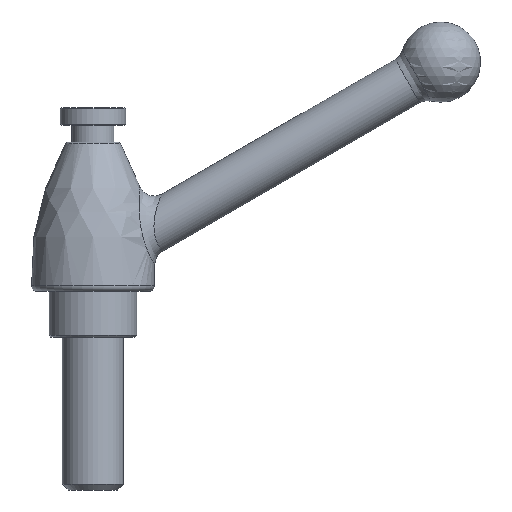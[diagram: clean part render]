
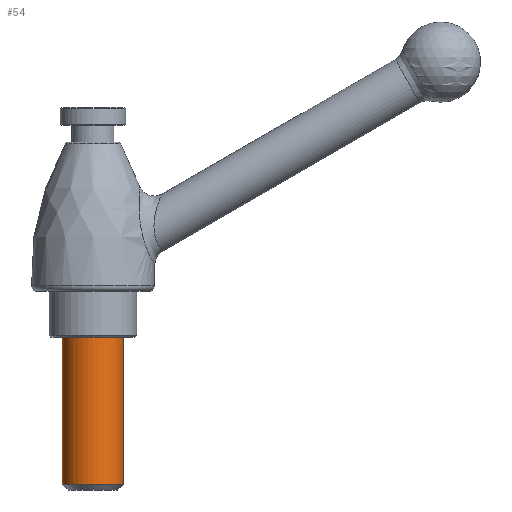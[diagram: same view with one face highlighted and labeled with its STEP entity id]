
A CAD part, front view. The second image highlights one B-rep face of the part: STEP entity #54.
In plain terms, the highlighted cylindrical face has radius 8 mm (diameter 16 mm), a full revolution.
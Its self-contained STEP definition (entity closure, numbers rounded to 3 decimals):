
#54 = ADVANCED_FACE( '', ( #129, #130 ), #131, .T. );
#129 = FACE_OUTER_BOUND( '', #246, .T. );
#130 = FACE_OUTER_BOUND( '', #247, .T. );
#131 = CYLINDRICAL_SURFACE( '', #248, 8. );
#246 = EDGE_LOOP( '', ( #1923 ) );
#247 = EDGE_LOOP( '', ( #1924 ) );
#248 = AXIS2_PLACEMENT_3D( '', #1925, #1926, #1927 );
#1923 = ORIENTED_EDGE( '', *, *, #2077, .T. );
#1924 = ORIENTED_EDGE( '', *, *, #2078, .T. );
#1925 = CARTESIAN_POINT( '', ( 0., 0., -40. ) );
#1926 = DIRECTION( '', ( 0., 0., -1. ) );
#1927 = DIRECTION( '', ( 1., 0., 0. ) );
#2077 = EDGE_CURVE( '', #2134, #2134, #2135, .F. );
#2078 = EDGE_CURVE( '', #2136, #2136, #2137, .F. );
#2134 = VERTEX_POINT( '', #2681 );
#2135 = CIRCLE( '', #2682, 8. );
#2136 = VERTEX_POINT( '', #2683 );
#2137 = CIRCLE( '', #2684, 8. );
#2681 = CARTESIAN_POINT( '', ( -8., 0., -38.5 ) );
#2682 = AXIS2_PLACEMENT_3D( '', #3240, #3241, #3242 );
#2683 = CARTESIAN_POINT( '', ( 8., 0., 0. ) );
#2684 = AXIS2_PLACEMENT_3D( '', #3243, #3244, #3245 );
#3240 = CARTESIAN_POINT( '', ( 0., 0., -38.5 ) );
#3241 = DIRECTION( '', ( 0., 0., -1. ) );
#3242 = DIRECTION( '', ( -1., 0., 0. ) );
#3243 = CARTESIAN_POINT( '', ( 0., 0., 0. ) );
#3244 = DIRECTION( '', ( 0., 0., 1. ) );
#3245 = DIRECTION( '', ( 1., 0., 0. ) );
